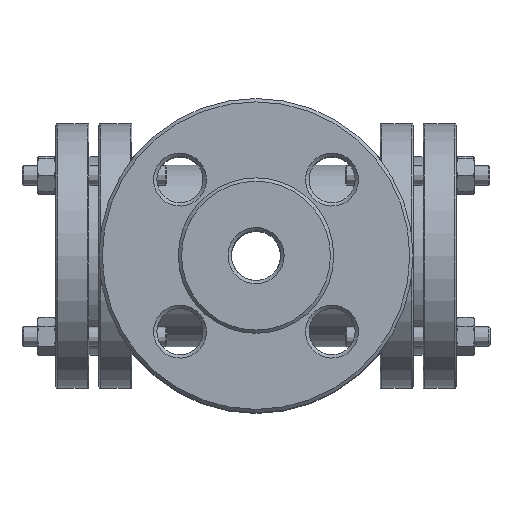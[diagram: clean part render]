
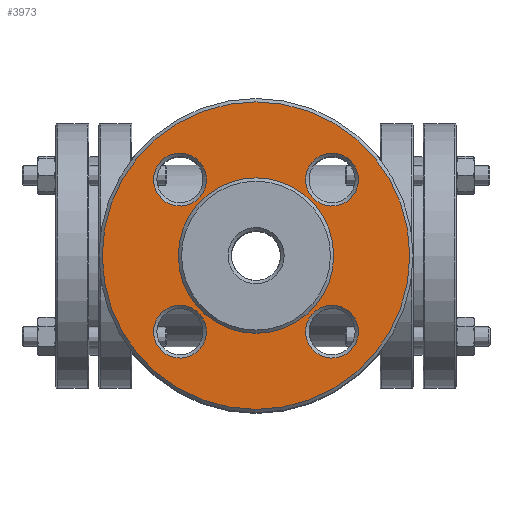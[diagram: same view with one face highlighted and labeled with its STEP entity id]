
A CAD part, top view. The second image highlights one B-rep face of the part: STEP entity #3973.
In plain terms, the highlighted planar face has unit normal (0, 0, 1).
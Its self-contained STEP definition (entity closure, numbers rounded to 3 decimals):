
#264=FACE_BOUND('',#874,.T.);
#265=FACE_BOUND('',#875,.T.);
#266=FACE_BOUND('',#876,.T.);
#267=FACE_BOUND('',#877,.T.);
#268=FACE_BOUND('',#878,.T.);
#349=PLANE('',#4462);
#584=FACE_OUTER_BOUND('',#873,.T.);
#873=EDGE_LOOP('',(#3375));
#874=EDGE_LOOP('',(#3376));
#875=EDGE_LOOP('',(#3377));
#876=EDGE_LOOP('',(#3378));
#877=EDGE_LOOP('',(#3379));
#878=EDGE_LOOP('',(#3380));
#1034=CIRCLE('',#4284,8.);
#1037=CIRCLE('',#4289,8.);
#1134=CIRCLE('',#4449,23.5);
#1137=CIRCLE('',#4454,8.);
#1140=CIRCLE('',#4461,8.);
#1141=CIRCLE('',#4463,46.5);
#1801=VERTEX_POINT('',#7314);
#1804=VERTEX_POINT('',#7324);
#1894=VERTEX_POINT('',#7915);
#1897=VERTEX_POINT('',#7925);
#1900=VERTEX_POINT('',#7938);
#1901=VERTEX_POINT('',#7942);
#2238=EDGE_CURVE('',#1801,#1801,#1034,.T.);
#2243=EDGE_CURVE('',#1804,#1804,#1037,.T.);
#2387=EDGE_CURVE('',#1894,#1894,#1134,.T.);
#2392=EDGE_CURVE('',#1897,#1897,#1137,.T.);
#2398=EDGE_CURVE('',#1900,#1900,#1140,.T.);
#2400=EDGE_CURVE('',#1901,#1901,#1141,.T.);
#3375=ORIENTED_EDGE('',*,*,#2400,.F.);
#3376=ORIENTED_EDGE('',*,*,#2387,.F.);
#3377=ORIENTED_EDGE('',*,*,#2238,.T.);
#3378=ORIENTED_EDGE('',*,*,#2243,.T.);
#3379=ORIENTED_EDGE('',*,*,#2398,.F.);
#3380=ORIENTED_EDGE('',*,*,#2392,.F.);
#3973=ADVANCED_FACE('',(#584,#264,#265,#266,#267,#268),#349,.T.);
#4284=AXIS2_PLACEMENT_3D('',#7315,#5085,#5086);
#4289=AXIS2_PLACEMENT_3D('',#7325,#5097,#5098);
#4449=AXIS2_PLACEMENT_3D('',#7916,#5456,#5457);
#4454=AXIS2_PLACEMENT_3D('',#7926,#5468,#5469);
#4461=AXIS2_PLACEMENT_3D('',#7939,#5485,#5486);
#4462=AXIS2_PLACEMENT_3D('',#7941,#5488,#5489);
#4463=AXIS2_PLACEMENT_3D('',#7943,#5490,#5491);
#5085=DIRECTION('center_axis',(0.,0.,-1.));
#5086=DIRECTION('ref_axis',(1.,0.,0.));
#5097=DIRECTION('center_axis',(0.,0.,-1.));
#5098=DIRECTION('ref_axis',(1.,0.,0.));
#5456=DIRECTION('center_axis',(0.,0.,1.));
#5457=DIRECTION('ref_axis',(-1.,0.,0.));
#5468=DIRECTION('center_axis',(0.,0.,1.));
#5469=DIRECTION('ref_axis',(-1.,0.,0.));
#5485=DIRECTION('center_axis',(0.,0.,1.));
#5486=DIRECTION('ref_axis',(-1.,0.,0.));
#5488=DIRECTION('center_axis',(0.,0.,1.));
#5489=DIRECTION('ref_axis',(1.,0.,0.));
#5490=DIRECTION('center_axis',(0.,0.,-1.));
#5491=DIRECTION('ref_axis',(-1.,0.,0.));
#7314=CARTESIAN_POINT('',(-30.981,22.981,129.));
#7315=CARTESIAN_POINT('Origin',(-22.981,22.981,129.));
#7324=CARTESIAN_POINT('',(-30.981,-22.981,129.));
#7325=CARTESIAN_POINT('Origin',(-22.981,-22.981,129.));
#7915=CARTESIAN_POINT('',(23.5,0.,129.));
#7916=CARTESIAN_POINT('Origin',(0.,0.,129.));
#7925=CARTESIAN_POINT('',(30.981,22.981,129.));
#7926=CARTESIAN_POINT('Origin',(22.981,22.981,129.));
#7938=CARTESIAN_POINT('',(30.981,-22.981,129.));
#7939=CARTESIAN_POINT('Origin',(22.981,-22.981,129.));
#7941=CARTESIAN_POINT('Origin',(0.,0.,129.));
#7942=CARTESIAN_POINT('',(46.5,0.,129.));
#7943=CARTESIAN_POINT('Origin',(0.,0.,129.));
